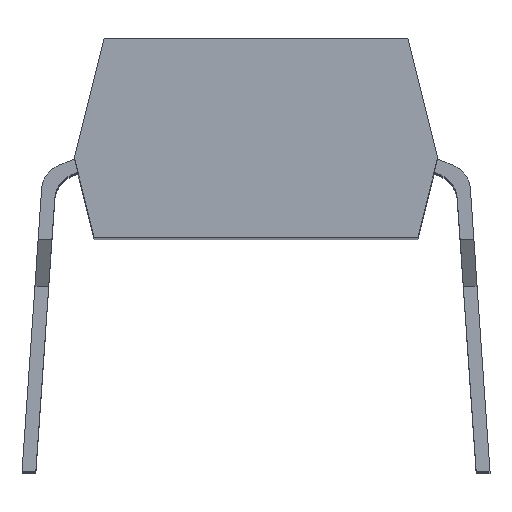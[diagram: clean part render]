
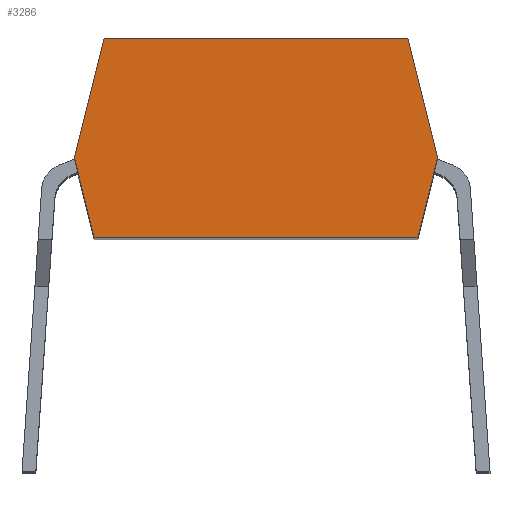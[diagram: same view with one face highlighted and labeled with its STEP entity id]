
A CAD part, top view. The second image highlights one B-rep face of the part: STEP entity #3286.
In plain terms, the highlighted planar face has unit normal (0, 0, 1).
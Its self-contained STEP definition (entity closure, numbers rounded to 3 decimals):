
#25=DIRECTION('',(-0.242,-0.97,0.));
#26=VECTOR('',#25,2.271);
#27=CARTESIAN_POINT('',(-2.806,1.84,21.97));
#28=LINE('',#27,#26);
#33=DIRECTION('',(-1.,0.,0.));
#34=VECTOR('',#33,5.611);
#35=CARTESIAN_POINT('',(2.806,1.84,21.97));
#36=LINE('',#35,#34);
#41=DIRECTION('',(-0.242,0.97,0.));
#42=VECTOR('',#41,2.271);
#43=CARTESIAN_POINT('',(3.355,-0.364,21.97));
#44=LINE('',#43,#42);
#177=DIRECTION('',(0.242,0.97,0.));
#178=VECTOR('',#177,1.521);
#179=CARTESIAN_POINT('',(2.987,-1.84,21.97));
#180=LINE('',#179,#178);
#411=DIRECTION('',(0.242,-0.97,0.));
#412=VECTOR('',#411,1.521);
#413=CARTESIAN_POINT('',(-3.355,-0.364,21.97));
#414=LINE('',#413,#412);
#2433=DIRECTION('',(1.,0.,0.));
#2434=VECTOR('',#2433,5.974);
#2435=CARTESIAN_POINT('',(-2.987,-1.84,21.97));
#2436=LINE('',#2435,#2434);
#3157=CARTESIAN_POINT('',(-2.806,1.84,21.97));
#3158=CARTESIAN_POINT('',(-3.355,-0.364,21.97));
#3159=VERTEX_POINT('',#3157);
#3160=VERTEX_POINT('',#3158);
#3161=CARTESIAN_POINT('',(-2.987,-1.84,21.97));
#3162=VERTEX_POINT('',#3161);
#3163=CARTESIAN_POINT('',(2.987,-1.84,21.97));
#3164=CARTESIAN_POINT('',(3.355,-0.364,21.97));
#3165=VERTEX_POINT('',#3163);
#3166=VERTEX_POINT('',#3164);
#3167=CARTESIAN_POINT('',(2.806,1.84,21.97));
#3168=VERTEX_POINT('',#3167);
#3268=CARTESIAN_POINT('',(5.696,1.84,21.97));
#3269=DIRECTION('',(0.,0.,-1.));
#3270=DIRECTION('',(-1.,0.,0.));
#3271=AXIS2_PLACEMENT_3D('',#3268,#3269,#3270);
#3272=PLANE('',#3271);
#3273=ORIENTED_EDGE('',*,*,#3258,.F.);
#3275=ORIENTED_EDGE('',*,*,#3274,.F.);
#3277=ORIENTED_EDGE('',*,*,#3276,.F.);
#3279=ORIENTED_EDGE('',*,*,#3278,.F.);
#3281=ORIENTED_EDGE('',*,*,#3280,.F.);
#3283=ORIENTED_EDGE('',*,*,#3282,.F.);
#3284=EDGE_LOOP('',(#3273,#3275,#3277,#3279,#3281,#3283));
#3285=FACE_OUTER_BOUND('',#3284,.F.);
#3258=EDGE_CURVE('',#3159,#3160,#28,.T.);
#3274=EDGE_CURVE('',#3168,#3159,#36,.T.);
#3276=EDGE_CURVE('',#3166,#3168,#44,.T.);
#3278=EDGE_CURVE('',#3165,#3166,#180,.T.);
#3280=EDGE_CURVE('',#3162,#3165,#2436,.T.);
#3282=EDGE_CURVE('',#3160,#3162,#414,.T.);
#3286=ADVANCED_FACE('',(#3285),#3272,.F.);
